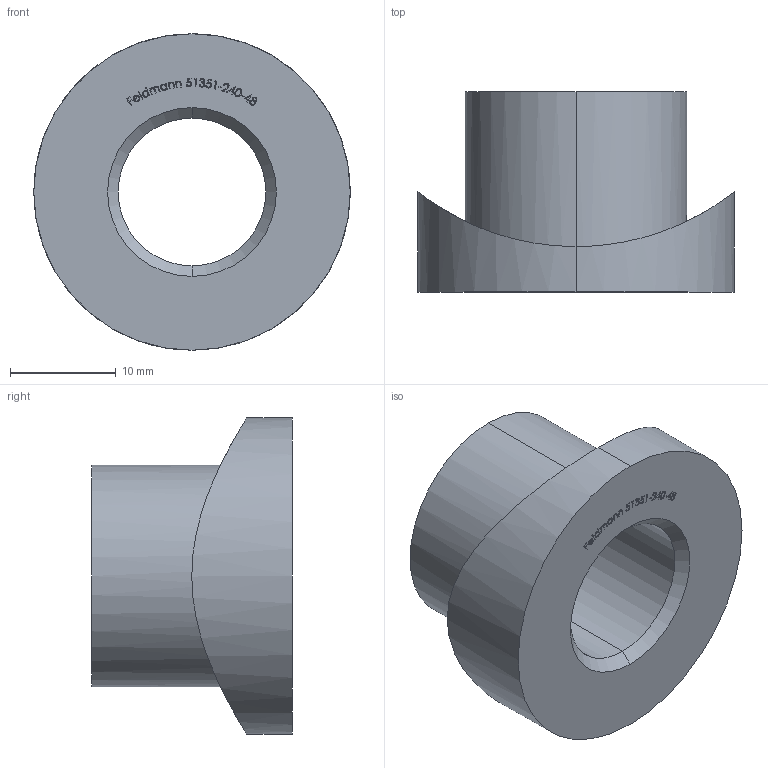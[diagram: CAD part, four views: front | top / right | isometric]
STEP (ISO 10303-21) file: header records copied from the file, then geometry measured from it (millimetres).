
FILE_DESCRIPTION (( 'STEP AP203' ), '1' );
FILE_NAME ('51351-240-48.STEP', '2016-02-16T13:42:28', ( '' ), ( '' ), 'SwSTEP 2.0', 'SolidWorks 2015', '' );
FILE_SCHEMA (( 'CONFIG_CONTROL_DESIGN' ));
Length unit declared in the file: millimetre
Products named in the file (1): 51351-240-48
Bounding box: 30 x 19 x 30 mm (x, y, z)
Volume: 5825.9 mm3; surface area: 3466 mm2
Topology: 1 solids, 1 shells, 272 faces, 719 edges, 478 vertices
Faces by surface type: plane 151, bspline 110, cylinder 7, cone 4
Entity records: 14528 total; most frequent: CARTESIAN_POINT 8452, ORIENTED_EDGE 1438, DIRECTION 833, EDGE_CURVE 719, VECTOR 483, LINE 483, VERTEX_POINT 478, EDGE_LOOP 303
